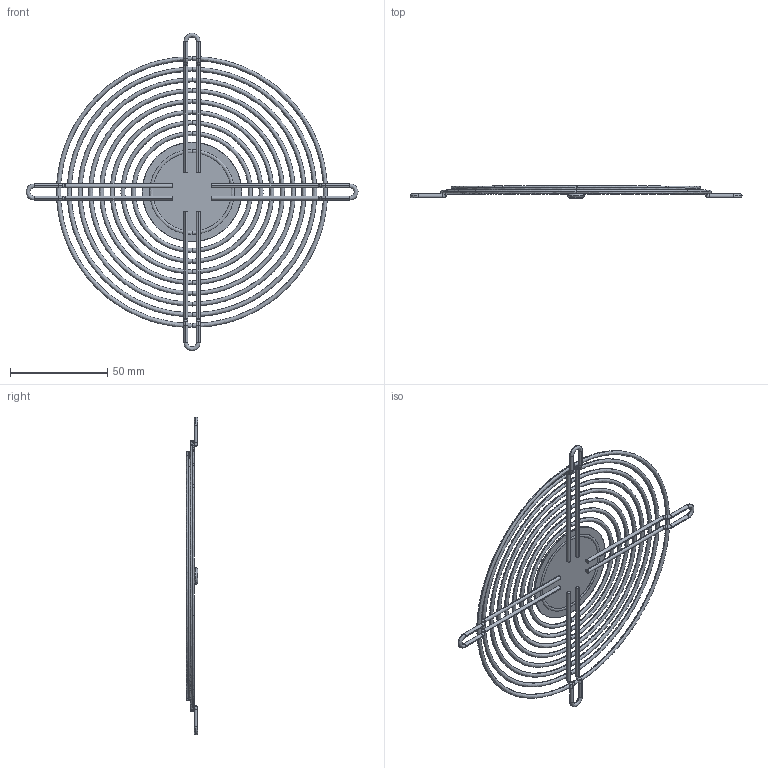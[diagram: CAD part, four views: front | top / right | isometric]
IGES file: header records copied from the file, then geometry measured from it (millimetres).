
Start section: SolidWorks IGES file using analytic representation for surfaces
Global section: file name: SC100-W23.IGS; native system: SolidWorks 2012; preprocessor: SolidWorks 2012; author: Administrator; date: 121029.093239; units: millimetre
Bounding box: 170.3 x 6.1 x 163 mm (x, y, z)
Surface area: 23657 mm2 (no closed solid volume)
Topology: 0 solids, 0 shells, 138 faces, 1330 edges, 1330 vertices
Faces by surface type: bspline 88, revolution 50
